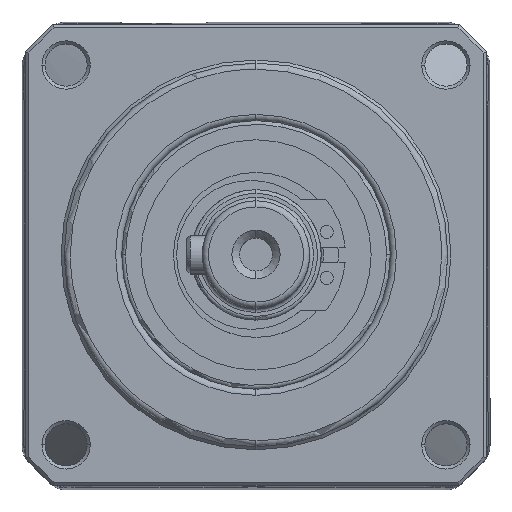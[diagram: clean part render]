
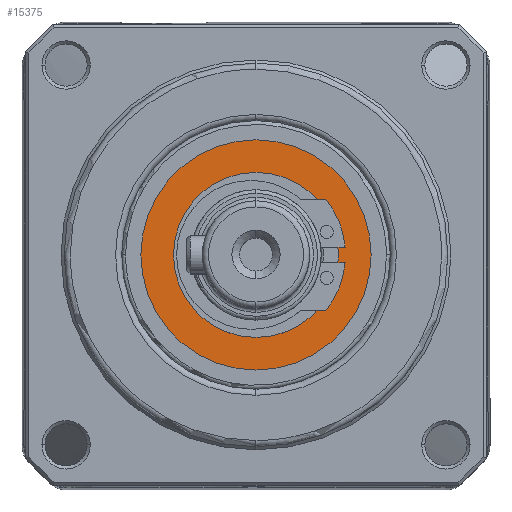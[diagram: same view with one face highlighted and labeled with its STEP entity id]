
A CAD part, top view. The second image highlights one B-rep face of the part: STEP entity #15375.
In plain terms, the highlighted planar face has unit normal (0, 0, 1).
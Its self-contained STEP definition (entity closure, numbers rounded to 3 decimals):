
#468 = ORIENTED_EDGE ( 'NONE', *, *, #6090, .T. ) ;
#1399 = DIRECTION ( 'NONE',  ( 0., 0., -1. ) ) ;
#3097 = VERTEX_POINT ( 'NONE', #25129 ) ;
#4393 = AXIS2_PLACEMENT_3D ( 'NONE', #15727, #1399, #18125 ) ;
#4773 = FACE_OUTER_BOUND ( 'NONE', #21852, .T. ) ;
#5222 = CARTESIAN_POINT ( 'NONE',  ( 0., 0., 9.5 ) ) ;
#5984 = AXIS2_PLACEMENT_3D ( 'NONE', #25847, #25825, #25810 ) ;
#6090 = EDGE_CURVE ( 'NONE', #19798, #18834, #12535, .T. ) ;
#7667 = DIRECTION ( 'NONE',  ( 1., 0., 0. ) ) ;
#9074 = CARTESIAN_POINT ( 'NONE',  ( -15., 0., 9.5 ) ) ;
#10221 = CIRCLE ( 'NONE', #12218, 15. ) ;
#10482 = CARTESIAN_POINT ( 'NONE',  ( 0., 0., 9.5 ) ) ;
#10568 = AXIS2_PLACEMENT_3D ( 'NONE', #21408, #21370, #21335 ) ;
#12218 = AXIS2_PLACEMENT_3D ( 'NONE', #10482, #27054, #12917 ) ;
#12535 = CIRCLE ( 'NONE', #5984, 10.75 ) ;
#12658 = CIRCLE ( 'NONE', #4393, 10.75 ) ;
#12917 = DIRECTION ( 'NONE',  ( 1., 0., 0. ) ) ;
#13069 = AXIS2_PLACEMENT_3D ( 'NONE', #5222, #21998, #7667 ) ;
#14095 = CARTESIAN_POINT ( 'NONE',  ( 10.75, 0., 9.5 ) ) ;
#14445 = EDGE_LOOP ( 'NONE', ( #468, #24467 ) ) ;
#14909 = CIRCLE ( 'NONE', #13069, 15. ) ;
#15375 = ADVANCED_FACE ( 'NONE', ( #29286, #4773 ), #21620, .T. ) ;
#15727 = CARTESIAN_POINT ( 'NONE',  ( 0., 0., 9.5 ) ) ;
#17164 = VERTEX_POINT ( 'NONE', #9074 ) ;
#18125 = DIRECTION ( 'NONE',  ( 1., 0., 0. ) ) ;
#18834 = VERTEX_POINT ( 'NONE', #28584 ) ;
#19798 = VERTEX_POINT ( 'NONE', #14095 ) ;
#21335 = DIRECTION ( 'NONE',  ( 1., 0., 0. ) ) ;
#21370 = DIRECTION ( 'NONE',  ( 0., 0., 1. ) ) ;
#21408 = CARTESIAN_POINT ( 'NONE',  ( 0., 0., 9.5 ) ) ;
#21620 = PLANE ( 'NONE',  #10568 ) ;
#21852 = EDGE_LOOP ( 'NONE', ( #23553, #29337 ) ) ;
#21998 = DIRECTION ( 'NONE',  ( 0., 0., 1. ) ) ;
#23553 = ORIENTED_EDGE ( 'NONE', *, *, #28466, .T. ) ;
#24467 = ORIENTED_EDGE ( 'NONE', *, *, #28645, .T. ) ;
#25129 = CARTESIAN_POINT ( 'NONE',  ( 15., 0., 9.5 ) ) ;
#25810 = DIRECTION ( 'NONE',  ( 1., 0., 0. ) ) ;
#25825 = DIRECTION ( 'NONE',  ( 0., 0., -1. ) ) ;
#25847 = CARTESIAN_POINT ( 'NONE',  ( 0., 0., 9.5 ) ) ;
#27054 = DIRECTION ( 'NONE',  ( 0., 0., 1. ) ) ;
#27119 = EDGE_CURVE ( 'NONE', #17164, #3097, #10221, .T. ) ;
#28466 = EDGE_CURVE ( 'NONE', #3097, #17164, #14909, .T. ) ;
#28584 = CARTESIAN_POINT ( 'NONE',  ( -10.75, 0., 9.5 ) ) ;
#28645 = EDGE_CURVE ( 'NONE', #18834, #19798, #12658, .T. ) ;
#29286 = FACE_BOUND ( 'NONE', #14445, .T. ) ;
#29337 = ORIENTED_EDGE ( 'NONE', *, *, #27119, .T. ) ;
